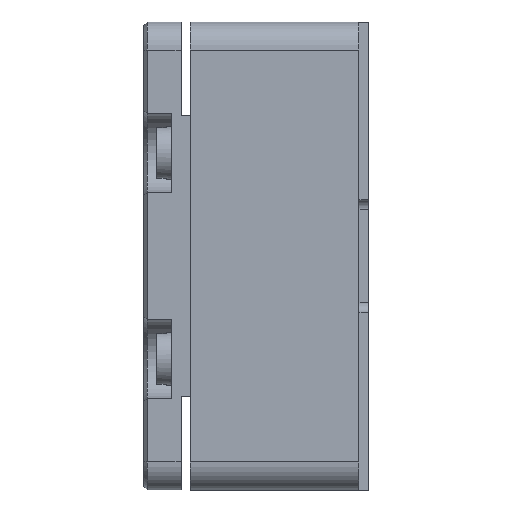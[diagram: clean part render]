
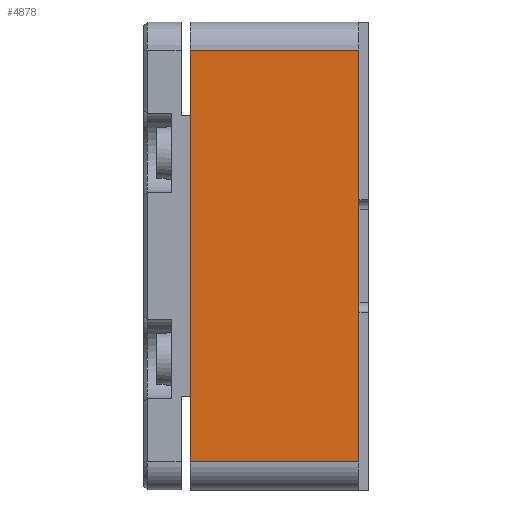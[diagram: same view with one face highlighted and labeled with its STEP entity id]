
A CAD part, left-side view. The second image highlights one B-rep face of the part: STEP entity #4878.
In plain terms, the highlighted planar face has unit normal (-1, 0, 0).
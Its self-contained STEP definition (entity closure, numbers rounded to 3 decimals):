
#236 = VECTOR ( 'NONE', #1622, 1000. ) ;
#286 = CARTESIAN_POINT ( 'NONE',  ( -12.5, 0.5, -11. ) ) ;
#476 = LINE ( 'NONE', #4999, #1301 ) ;
#530 = CARTESIAN_POINT ( 'NONE',  ( -12.5, 9.5, -12.5 ) ) ;
#536 = AXIS2_PLACEMENT_3D ( 'NONE', #6508, #2016, #4111 ) ;
#630 = LINE ( 'NONE', #1872, #2078 ) ;
#863 = FACE_OUTER_BOUND ( 'NONE', #2229, .T. ) ;
#1218 = DIRECTION ( 'NONE',  ( 0., -1., 0. ) ) ;
#1301 = VECTOR ( 'NONE', #6125, 1000. ) ;
#1622 = DIRECTION ( 'NONE',  ( 0., 0., 1. ) ) ;
#1672 = LINE ( 'NONE', #530, #1846 ) ;
#1718 = CARTESIAN_POINT ( 'NONE',  ( -12.5, 0.5, 11. ) ) ;
#1846 = VECTOR ( 'NONE', #5574, 1000. ) ;
#1872 = CARTESIAN_POINT ( 'NONE',  ( -12.5, 9.5, -11. ) ) ;
#1909 = VERTEX_POINT ( 'NONE', #286 ) ;
#2016 = DIRECTION ( 'NONE',  ( 1., 0., 0. ) ) ;
#2078 = VECTOR ( 'NONE', #1218, 1000. ) ;
#2136 = EDGE_CURVE ( 'NONE', #1909, #6444, #3287, .T. ) ;
#2217 = EDGE_CURVE ( 'NONE', #6444, #2938, #476, .T. ) ;
#2229 = EDGE_LOOP ( 'NONE', ( #6474, #4993, #4338, #3115 ) ) ;
#2938 = VERTEX_POINT ( 'NONE', #5782 ) ;
#3115 = ORIENTED_EDGE ( 'NONE', *, *, #4540, .T. ) ;
#3287 = LINE ( 'NONE', #6676, #236 ) ;
#3355 = VERTEX_POINT ( 'NONE', #3639 ) ;
#3639 = CARTESIAN_POINT ( 'NONE',  ( -12.5, 9.5, -11. ) ) ;
#3671 = PLANE ( 'NONE',  #536 ) ;
#4111 = DIRECTION ( 'NONE',  ( 0., 0., -1. ) ) ;
#4338 = ORIENTED_EDGE ( 'NONE', *, *, #6693, .F. ) ;
#4540 = EDGE_CURVE ( 'NONE', #3355, #1909, #630, .T. ) ;
#4878 = ADVANCED_FACE ( 'NONE', ( #863 ), #3671, .F. ) ;
#4993 = ORIENTED_EDGE ( 'NONE', *, *, #2217, .T. ) ;
#4999 = CARTESIAN_POINT ( 'NONE',  ( -12.5, 9.5, 11. ) ) ;
#5574 = DIRECTION ( 'NONE',  ( 0., 0., 1. ) ) ;
#5782 = CARTESIAN_POINT ( 'NONE',  ( -12.5, 9.5, 11. ) ) ;
#6125 = DIRECTION ( 'NONE',  ( 0., 1., 0. ) ) ;
#6444 = VERTEX_POINT ( 'NONE', #1718 ) ;
#6474 = ORIENTED_EDGE ( 'NONE', *, *, #2136, .T. ) ;
#6508 = CARTESIAN_POINT ( 'NONE',  ( -12.5, 9.5, -12.5 ) ) ;
#6676 = CARTESIAN_POINT ( 'NONE',  ( -12.5, 0.5, -12.5 ) ) ;
#6693 = EDGE_CURVE ( 'NONE', #3355, #2938, #1672, .T. ) ;
